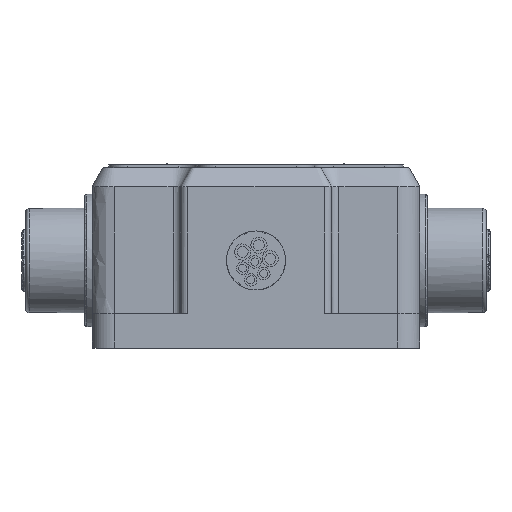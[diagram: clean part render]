
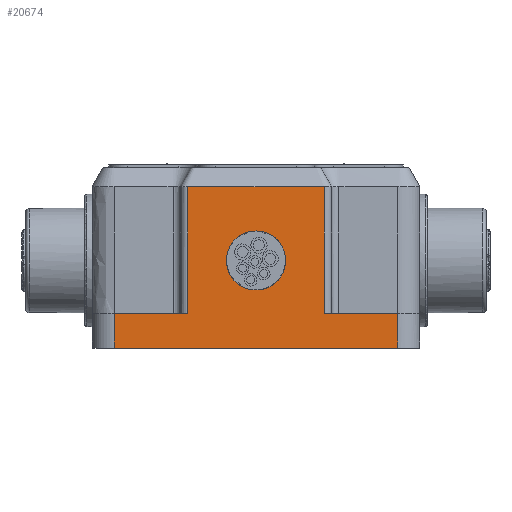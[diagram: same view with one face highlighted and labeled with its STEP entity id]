
A CAD part, front view. The second image highlights one B-rep face of the part: STEP entity #20674.
In plain terms, the highlighted free-form (B-spline) face has degree [1, 1] with [2, 2] control points.
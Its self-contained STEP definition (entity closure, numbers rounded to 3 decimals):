
#20561=CARTESIAN_POINT('',(4.,0.,11.9));
#20562=VERTEX_POINT('',#20561);
#20563=CARTESIAN_POINT('',(0.,0.,15.9));
#20564=VERTEX_POINT('',#20563);
#20565=CARTESIAN_POINT('',(4.,0.,11.9));
#20566=CARTESIAN_POINT('',(4.,0.,15.9));
#20567=CARTESIAN_POINT('',(0.,0.,15.9));
#20568=(BOUNDED_CURVE()B_SPLINE_CURVE(2,(#20565,#20566,#20567),.CIRCULAR_ARC.,.F.,.U.)B_SPLINE_CURVE_WITH_KNOTS((3,3),(0.75,1.),.UNSPECIFIED.)CURVE()GEOMETRIC_REPRESENTATION_ITEM()RATIONAL_B_SPLINE_CURVE((1.,0.707,1.))REPRESENTATION_ITEM(''));
#20569=EDGE_CURVE('',#20562,#20564,#20568,.T.);
#20580=CARTESIAN_POINT('',(0.,0.,15.9));
#20581=CARTESIAN_POINT('',(-4.,0.,15.9));
#20582=CARTESIAN_POINT('',(-4.,0.,11.9));
#20583=CARTESIAN_POINT('',(-4.,0.,7.9));
#20584=CARTESIAN_POINT('',(0.,0.,7.9));
#20585=CARTESIAN_POINT('',(4.,0.,7.9));
#20586=CARTESIAN_POINT('',(4.,0.,11.9));
#20587=CARTESIAN_POINT('',(4.,0.,11.9));
#20588=CARTESIAN_POINT('',(4.,0.,11.9));
#20589=(BOUNDED_CURVE()B_SPLINE_CURVE(2,(#20580,#20581,#20582,#20583,#20584,#20585,#20586,#20587,#20588),.CIRCULAR_ARC.,.F.,.U.)B_SPLINE_CURVE_WITH_KNOTS((3,2,2,2,3),(0.,0.25,0.5,0.75,0.75),.UNSPECIFIED.)CURVE()GEOMETRIC_REPRESENTATION_ITEM()RATIONAL_B_SPLINE_CURVE((1.,0.707,1.,0.707,1.,0.707,1.,1.,1.))REPRESENTATION_ITEM(''));
#20590=EDGE_CURVE('',#20564,#20562,#20589,.T.);
#20595=CARTESIAN_POINT('',(22.147,0.,-11.196));
#20596=CARTESIAN_POINT('',(-22.147,0.,-11.196));
#20597=CARTESIAN_POINT('',(22.147,0.,33.099));
#20598=CARTESIAN_POINT('',(-22.147,0.,33.099));
#20599=B_SPLINE_SURFACE_WITH_KNOTS('',1,1,((#20595,#20596),(#20597,#20598)),.PLANE_SURF.,.F.,.F.,.U.,(2,2),(2,2),(0.,1.),(0.,1.),.UNSPECIFIED.);
#20600=CARTESIAN_POINT('',(9.251,0.,21.9));
#20601=VERTEX_POINT('',#20600);
#20602=CARTESIAN_POINT('',(-9.25,0.,21.9));
#20603=VERTEX_POINT('',#20602);
#20604=CARTESIAN_POINT('',(9.251,0.,21.9));
#20605=CARTESIAN_POINT('',(6.168,0.,21.9));
#20606=CARTESIAN_POINT('',(1.542,0.,21.9));
#20607=CARTESIAN_POINT('',(-3.083,0.,21.9));
#20608=CARTESIAN_POINT('',(-5.396,0.,21.9));
#20609=CARTESIAN_POINT('',(-6.166,0.,21.9));
#20610=CARTESIAN_POINT('',(-7.323,0.,21.9));
#20611=CARTESIAN_POINT('',(-7.708,0.,21.9));
#20612=CARTESIAN_POINT('',(-8.286,0.,21.9));
#20613=CARTESIAN_POINT('',(-8.575,0.,21.9));
#20614=CARTESIAN_POINT('',(-8.865,0.,21.9));
#20615=CARTESIAN_POINT('',(-9.057,0.,21.9));
#20616=CARTESIAN_POINT('',(-9.154,0.,21.902));
#20617=CARTESIAN_POINT('',(-9.25,0.,21.899));
#20618=B_SPLINE_CURVE_WITH_KNOTS('',3,(#20604,#20605,#20606,#20607,#20608,#20609,#20610,#20611,#20612,#20613,#20614,#20615,#20616,#20617),.UNSPECIFIED.,.F.,.U.,(4,1,2,2,2,1,2,4),(0.,0.009,0.014,0.016,0.017,0.018,0.018,0.019),.UNSPECIFIED.);
#20619=EDGE_CURVE('',#20601,#20603,#20618,.T.);
#20620=ORIENTED_EDGE('',*,*,#20619,.T.);
#20621=CARTESIAN_POINT('',(-9.25,0.,4.7));
#20622=VERTEX_POINT('',#20621);
#20623=CARTESIAN_POINT('',(-9.25,0.,21.9));
#20624=CARTESIAN_POINT('',(-9.25,0.,4.7));
#20625=B_SPLINE_CURVE_WITH_KNOTS('',1,(#20623,#20624),.POLYLINE_FORM.,.F.,.U.,(2,2),(0.,1.),.UNSPECIFIED.);
#20626=EDGE_CURVE('',#20603,#20622,#20625,.T.);
#20627=ORIENTED_EDGE('',*,*,#20626,.T.);
#20628=CARTESIAN_POINT('',(-19.25,0.,4.7));
#20629=VERTEX_POINT('',#20628);
#20630=CARTESIAN_POINT('',(-9.25,0.,4.7));
#20631=CARTESIAN_POINT('',(-19.25,0.,4.7));
#20632=B_SPLINE_CURVE_WITH_KNOTS('',1,(#20630,#20631),.POLYLINE_FORM.,.F.,.U.,(2,2),(0.,1.),.UNSPECIFIED.);
#20633=EDGE_CURVE('',#20622,#20629,#20632,.T.);
#20634=ORIENTED_EDGE('',*,*,#20633,.T.);
#20635=CARTESIAN_POINT('',(-19.25,0.,0.));
#20636=VERTEX_POINT('',#20635);
#20637=CARTESIAN_POINT('',(-19.25,0.,4.7));
#20638=CARTESIAN_POINT('',(-19.25,0.,0.));
#20639=B_SPLINE_CURVE_WITH_KNOTS('',1,(#20637,#20638),.POLYLINE_FORM.,.F.,.U.,(2,2),(0.,1.),.UNSPECIFIED.);
#20640=EDGE_CURVE('',#20629,#20636,#20639,.T.);
#20641=ORIENTED_EDGE('',*,*,#20640,.T.);
#20642=CARTESIAN_POINT('',(19.25,0.,0.));
#20643=VERTEX_POINT('',#20642);
#20644=CARTESIAN_POINT('',(-19.25,0.,0.));
#20645=CARTESIAN_POINT('',(19.25,0.,0.));
#20646=B_SPLINE_CURVE_WITH_KNOTS('',1,(#20644,#20645),.POLYLINE_FORM.,.F.,.U.,(2,2),(0.,1.),.UNSPECIFIED.);
#20647=EDGE_CURVE('',#20636,#20643,#20646,.T.);
#20648=ORIENTED_EDGE('',*,*,#20647,.T.);
#20649=CARTESIAN_POINT('',(19.25,0.,4.7));
#20650=VERTEX_POINT('',#20649);
#20651=CARTESIAN_POINT('',(19.25,0.,0.));
#20652=CARTESIAN_POINT('',(19.25,0.,4.7));
#20653=B_SPLINE_CURVE_WITH_KNOTS('',1,(#20651,#20652),.POLYLINE_FORM.,.F.,.U.,(2,2),(0.,1.),.UNSPECIFIED.);
#20654=EDGE_CURVE('',#20643,#20650,#20653,.T.);
#20655=ORIENTED_EDGE('',*,*,#20654,.T.);
#20656=CARTESIAN_POINT('',(9.25,0.,4.7));
#20657=VERTEX_POINT('',#20656);
#20658=CARTESIAN_POINT('',(19.25,0.,4.7));
#20659=CARTESIAN_POINT('',(9.25,0.,4.7));
#20660=B_SPLINE_CURVE_WITH_KNOTS('',1,(#20658,#20659),.POLYLINE_FORM.,.F.,.U.,(2,2),(0.,1.),.UNSPECIFIED.);
#20661=EDGE_CURVE('',#20650,#20657,#20660,.T.);
#20662=ORIENTED_EDGE('',*,*,#20661,.T.);
#20663=CARTESIAN_POINT('',(9.25,0.,4.7));
#20664=CARTESIAN_POINT('',(9.251,0.,21.9));
#20665=B_SPLINE_CURVE_WITH_KNOTS('',1,(#20663,#20664),.POLYLINE_FORM.,.F.,.U.,(2,2),(0.,1.),.UNSPECIFIED.);
#20666=EDGE_CURVE('',#20657,#20601,#20665,.T.);
#20667=ORIENTED_EDGE('',*,*,#20666,.T.);
#20668=EDGE_LOOP('',(#20620,#20627,#20634,#20641,#20648,#20655,#20662,#20667));
#20669=FACE_OUTER_BOUND('',#20668,.T.);
#20670=ORIENTED_EDGE('',*,*,#20590,.F.);
#20671=ORIENTED_EDGE('',*,*,#20569,.F.);
#20672=EDGE_LOOP('',(#20670,#20671));
#20673=FACE_BOUND('',#20672,.T.);
#20674=ADVANCED_FACE('',(#20669,#20673),#20599,.T.);
